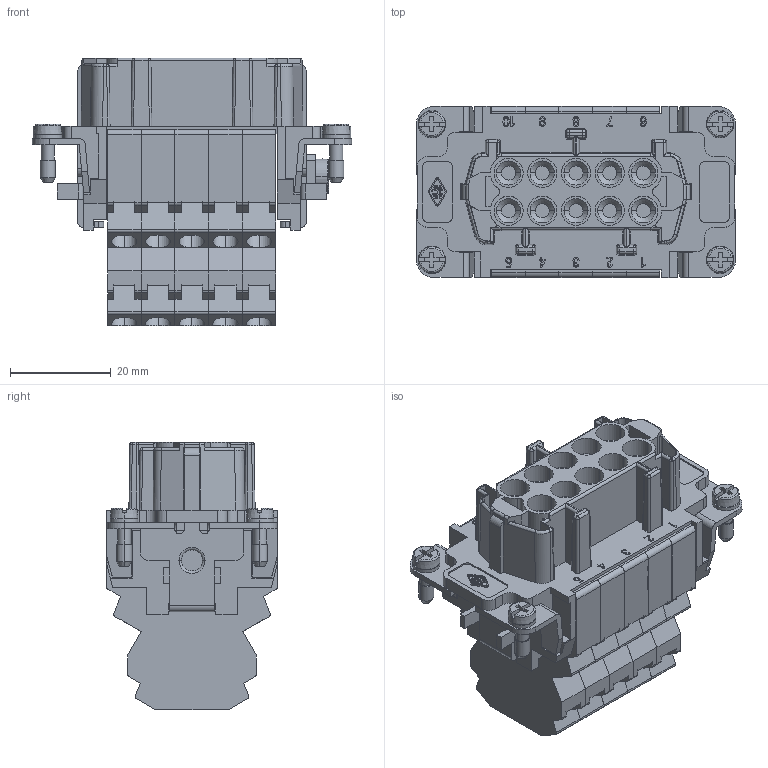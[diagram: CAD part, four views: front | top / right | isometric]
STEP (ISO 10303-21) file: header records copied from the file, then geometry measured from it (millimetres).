
FILE_DESCRIPTION(('Creo Elements/Direct Modeling STEP Export'),'2;1');
FILE_NAME('CSSF 10.stp','2012-04-26T14:57:48',(''),(''),'Creo Elements/Direct Modeling STEP processor for AP214 (Solid Model)','Creo Elements/Direct Modeling 17.0D 15-Jul-2011 (C) Parametric Technology GmbH','');
FILE_SCHEMA(('AUTOMOTIVE_DESIGN { 1 0 10303 214 1 1 1 1 }'));
Products named in the file (2): CSSF_10
Assembly tree (1 placements, depth 2):
  CSSF_10
    CSSF_10
Bounding box: 63.5 x 34 x 53.2 mm (x, y, z)
Volume: 46948.9 mm3; surface area: 30864 mm2
Topology: 1 solids, 5 shells, 2452 faces, 6923 edges, 4527 vertices
Faces by surface type: plane 1953, cylinder 373, cone 78, sphere 16, torus 14, bspline 10, extrusion 8
Entity records: 97116 total; most frequent: CARTESIAN_POINT 23597, ORIENTED_EDGE 13814, DIRECTION 11974, EDGE_CURVE 6907, VECTOR 5790, LINE 5782, VERTEX_POINT 4527, AXIS2_PLACEMENT_3D 3092
